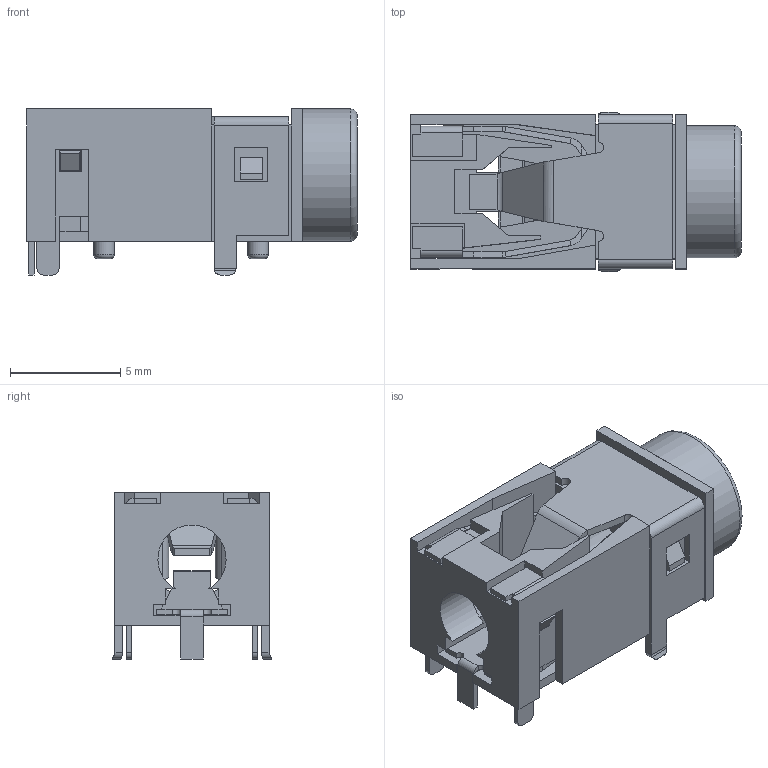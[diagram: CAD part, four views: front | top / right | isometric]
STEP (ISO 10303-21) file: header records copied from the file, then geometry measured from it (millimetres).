
FILE_DESCRIPTION(/* description */ (''),/* implementation_level */ '2;1');
FILE_NAME(/* name */ 'Audio Jack 3.step',/* time_stamp */ '2023-08-05T14:29:40+09:00',/* author */ (''),/* organization */ (''),/* preprocessor_version */ 'ST-DEVELOPER v19.2',/* originating_system */ 'Autodesk Translation Framework v12.4.0.73',/* authorisation */ '');
FILE_SCHEMA (('AUTOMOTIVE_DESIGN { 1 0 10303 214 3 1 1 }'));
Length unit declared in the file: millimetre
Products named in the file (1): (未保存)
Bounding box: 15 x 7.23 x 7.54 mm (x, y, z)
Volume: 330.3 mm3; surface area: 1161.1 mm2
Topology: 5 solids, 5 shells, 312 faces, 843 edges, 537 vertices
Faces by surface type: plane 227, cylinder 59, bspline 22, torus 3, cone 1
Full cylindrical faces by diameter (mm): 0.95 x2, 3.6 x1, 6 x1
Entity records: 10604 total; most frequent: CARTESIAN_POINT 2803, ORIENTED_EDGE 1686, DIRECTION 1473, EDGE_CURVE 843, LINE 679, VECTOR 679, VERTEX_POINT 537, AXIS2_PLACEMENT_3D 397
